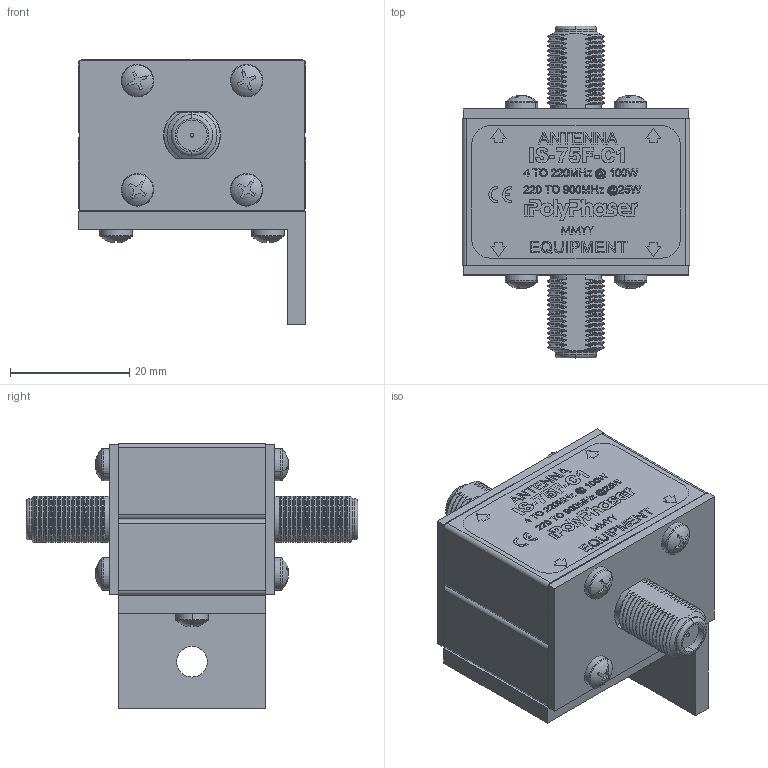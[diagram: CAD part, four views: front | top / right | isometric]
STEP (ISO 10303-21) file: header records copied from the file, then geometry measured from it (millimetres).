
FILE_DESCRIPTION (( 'STEP AP214' ), '1' );
FILE_NAME ('IS-75F-C1.STEP', '2019-07-30T20:24:18', ( '' ), ( '' ), 'SwSTEP 2.0', 'SolidWorks 2019', '' );
FILE_SCHEMA (( 'AUTOMOTIVE_DESIGN' ));
Length unit declared in the file: inch
Products named in the file (9): 2041-1200-02; 5420-0003; 1081-0251-05; 5100-0007; IS-75F-C1; 2041-1200; 7020-0031; 5230-0002; 5100-0006
Assembly tree (18 placements, depth 2):
  IS-75F-C1
    5100-0006
    5100-0007
    5420-0003  x2
    2041-1200
    2041-1200-02
    5230-0002
    7020-0031
    1081-0251-05  x10
Bounding box: 38.1 x 55.63 x 44.48 mm (x, y, z)
Volume: 27111.1 mm3; surface area: 20039.8 mm2
Topology: 27 solids, 27 shells, 2469 faces, 6141 edges, 3812 vertices
Faces by surface type: plane 881, cone 644, cylinder 586, bspline 314, torus 44
Entity records: 75685 total; most frequent: CARTESIAN_POINT 27180, ORIENTED_EDGE 8000, DIRECTION 6111, EDGE_CURVE 4000, VERTEX_POINT 2635, LINE 2507, VECTOR 2507, AXIS2_PLACEMENT_3D 1802
